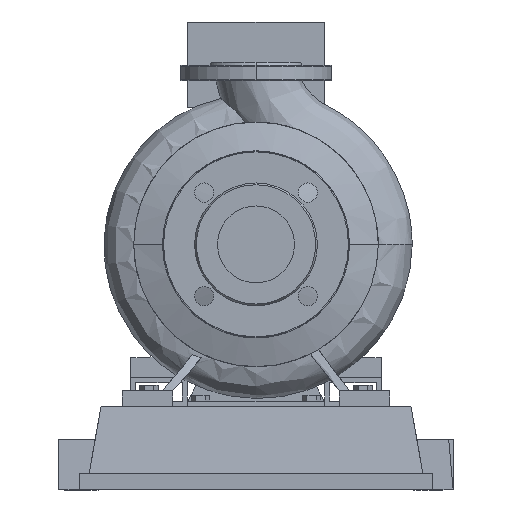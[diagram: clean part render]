
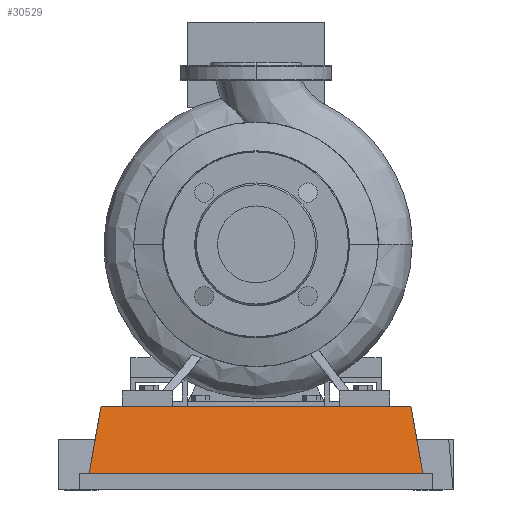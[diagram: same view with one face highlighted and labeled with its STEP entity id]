
A CAD part, left-side view. The second image highlights one B-rep face of the part: STEP entity #30529.
In plain terms, the highlighted planar face has unit normal (-0.985, 0, 0.174).
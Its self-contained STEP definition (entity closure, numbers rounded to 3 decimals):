
#28785=CARTESIAN_POINT('',(-65.,-165.,16.6));
#28786=VERTEX_POINT('',#28785);
#28793=CARTESIAN_POINT('',(-65.,165.0,16.6));
#28794=VERTEX_POINT('',#28793);
#28795=CARTESIAN_POINT('',(-65.,-165.,16.6));
#28796=DIRECTION('',(0.0,1.0,0.0));
#28797=VECTOR('',#28796,330.0);
#28798=LINE('',#28795,#28797);
#28799=EDGE_CURVE('',#28786,#28794,#28798,.T.);
#30263=CARTESIAN_POINT('',(-53.292,-153.292,83.0));
#30264=VERTEX_POINT('',#30263);
#30271=CARTESIAN_POINT('',(-65.,-165.,16.6));
#30272=DIRECTION('',(0.171,0.171,0.97));
#30273=VECTOR('',#30272,68.433);
#30274=LINE('',#30271,#30273);
#30275=EDGE_CURVE('',#28786,#30264,#30274,.T.);
#30506=CARTESIAN_POINT('',(-65.,-165.,16.6));
#30507=DIRECTION('',(-0.985,0.,0.174));
#30508=DIRECTION('',(0.0,-1.0,0.0));
#30509=AXIS2_PLACEMENT_3D('',#30506,#30507,#30508);
#30510=PLANE('',#30509);
#30511=CARTESIAN_POINT('',(-53.292,153.292,83.0));
#30512=VERTEX_POINT('',#30511);
#30513=CARTESIAN_POINT('',(-53.292,-153.292,83.0));
#30514=DIRECTION('',(0.0,1.0,0.0));
#30515=VECTOR('',#30514,306.584);
#30516=LINE('',#30513,#30515);
#30517=EDGE_CURVE('',#30264,#30512,#30516,.T.);
#30518=ORIENTED_EDGE('',*,*,#30517,.T.);
#30519=CARTESIAN_POINT('',(-65.,165.0,16.6));
#30520=DIRECTION('',(0.171,-0.171,0.97));
#30521=VECTOR('',#30520,68.433);
#30522=LINE('',#30519,#30521);
#30523=EDGE_CURVE('',#28794,#30512,#30522,.T.);
#30524=ORIENTED_EDGE('',*,*,#30523,.F.);
#30525=ORIENTED_EDGE('',*,*,#28799,.F.);
#30526=ORIENTED_EDGE('',*,*,#30275,.T.);
#30527=EDGE_LOOP('',(#30518,#30524,#30525,#30526));
#30528=FACE_OUTER_BOUND('',#30527,.T.);
#30529=ADVANCED_FACE('',(#30528),#30510,.T.);
